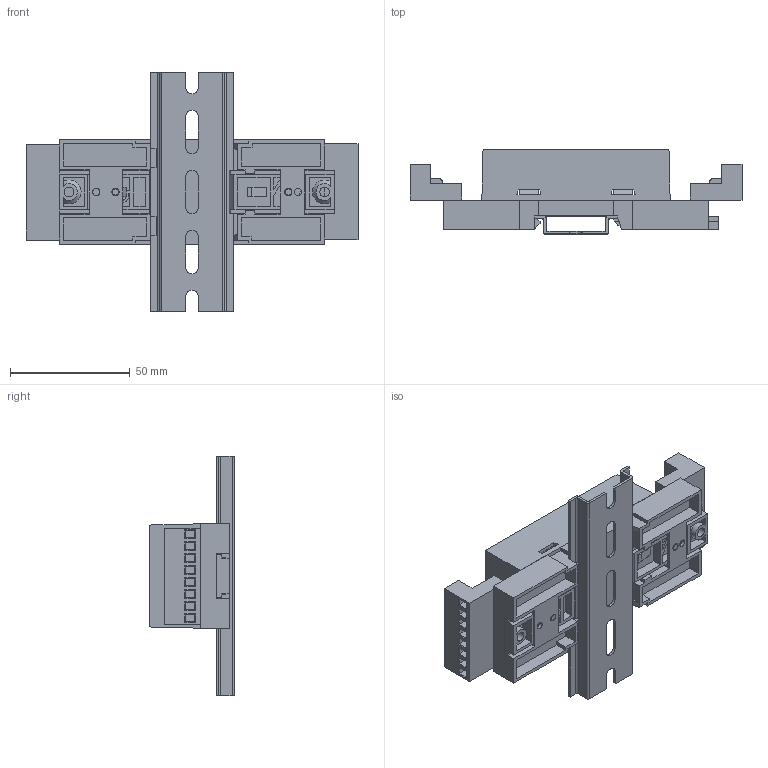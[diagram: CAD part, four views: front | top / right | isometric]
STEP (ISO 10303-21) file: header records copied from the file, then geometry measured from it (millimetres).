
FILE_DESCRIPTION (( 'STEP AP214' ), '1' );
FILE_NAME ('TPCS-43-10.STEP', '2022-01-17T12:41:54', ( '' ), ( '' ), 'SwSTEP 2.0', 'SolidWorks 2017', '' );
FILE_SCHEMA (( 'AUTOMOTIVE_DESIGN' ));
Length unit declared in the file: millimetre
Products named in the file (19): Clip-Big; Rail-35; Base Plate - TBP-43-0; Base PCB - TPP-43-0; Screw-small; Euro Terminal5mm-Plug-In-8Way; Clip-Small; TPCS-43-10; Top Cover-TTPS-43
Assembly tree (10 placements, depth 2):
  Clip-Big
  Rail-35
  Base Plate - TBP-43-0
  Clip-Small
  Screw-small
Bounding box: 138.4 x 35.1 x 100 mm (x, y, z)
Volume: 54031.8 mm3; surface area: 68884.6 mm2
Topology: 10 solids, 10 shells, 1047 faces, 2858 edges, 1853 vertices
Faces by surface type: plane 815, cylinder 206, cone 20, torus 6
Entity records: 26099 total; most frequent: CARTESIAN_POINT 4577, ORIENTED_EDGE 4430, DIRECTION 4215, EDGE_CURVE 2215, VECTOR 1775, LINE 1775, VERTEX_POINT 1442, AXIS2_PLACEMENT_3D 1220
